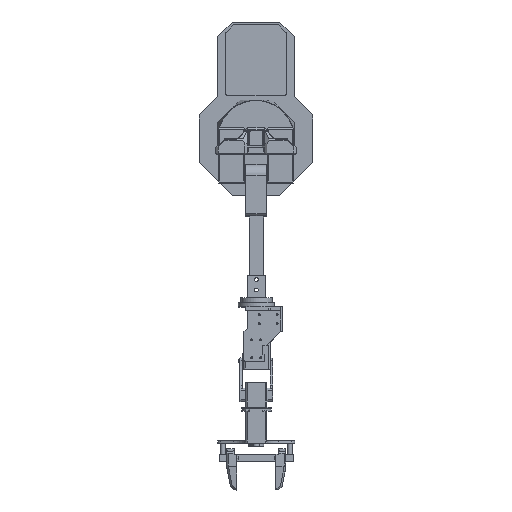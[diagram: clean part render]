
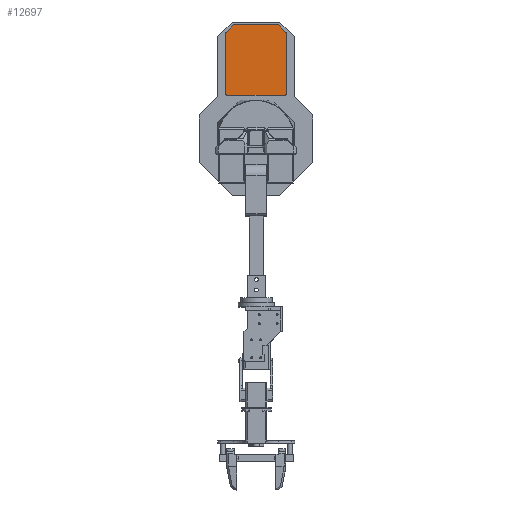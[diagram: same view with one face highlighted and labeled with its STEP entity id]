
A CAD part, top view. The second image highlights one B-rep face of the part: STEP entity #12697.
In plain terms, the highlighted planar face has unit normal (0, 0, 1).
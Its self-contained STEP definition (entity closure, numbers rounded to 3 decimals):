
#335=PLANE('',#13603);
#867=FACE_OUTER_BOUND('',#1646,.T.);
#1646=EDGE_LOOP('',(#8780,#8781,#8782,#8783,#8784,#8785,#8786,#8787,#8788,
#8789,#8790,#8791));
#2512=LINE('',#18684,#3874);
#2516=LINE('',#18696,#3878);
#2520=LINE('',#18708,#3882);
#2524=LINE('',#18720,#3886);
#2528=LINE('',#18732,#3890);
#2531=LINE('',#18741,#3893);
#3874=VECTOR('',#14836,1000.);
#3878=VECTOR('',#14848,1000.);
#3882=VECTOR('',#14860,1000.);
#3886=VECTOR('',#14872,1000.);
#3890=VECTOR('',#14884,1000.);
#3893=VECTOR('',#14895,1000.);
#5233=CIRCLE('',#13581,3.);
#5235=CIRCLE('',#13585,3.);
#5237=CIRCLE('',#13589,3.);
#5239=CIRCLE('',#13593,3.);
#5241=CIRCLE('',#13597,2.5);
#5243=CIRCLE('',#13601,2.5);
#5668=VERTEX_POINT('',#18674);
#5669=VERTEX_POINT('',#18676);
#5671=VERTEX_POINT('',#18682);
#5673=VERTEX_POINT('',#18688);
#5675=VERTEX_POINT('',#18694);
#5677=VERTEX_POINT('',#18700);
#5679=VERTEX_POINT('',#18706);
#5681=VERTEX_POINT('',#18712);
#5683=VERTEX_POINT('',#18718);
#5685=VERTEX_POINT('',#18724);
#5687=VERTEX_POINT('',#18730);
#5689=VERTEX_POINT('',#18736);
#6853=EDGE_CURVE('',#5669,#5668,#5233,.T.);
#6857=EDGE_CURVE('',#5668,#5671,#2512,.T.);
#6860=EDGE_CURVE('',#5671,#5673,#5235,.T.);
#6863=EDGE_CURVE('',#5673,#5675,#2516,.T.);
#6866=EDGE_CURVE('',#5675,#5677,#5237,.T.);
#6869=EDGE_CURVE('',#5677,#5679,#2520,.T.);
#6872=EDGE_CURVE('',#5679,#5681,#5239,.T.);
#6875=EDGE_CURVE('',#5681,#5683,#2524,.T.);
#6878=EDGE_CURVE('',#5683,#5685,#5241,.T.);
#6881=EDGE_CURVE('',#5685,#5687,#2528,.T.);
#6884=EDGE_CURVE('',#5687,#5689,#5243,.T.);
#6886=EDGE_CURVE('',#5689,#5669,#2531,.T.);
#8780=ORIENTED_EDGE('',*,*,#6866,.T.);
#8781=ORIENTED_EDGE('',*,*,#6869,.T.);
#8782=ORIENTED_EDGE('',*,*,#6872,.T.);
#8783=ORIENTED_EDGE('',*,*,#6875,.T.);
#8784=ORIENTED_EDGE('',*,*,#6878,.T.);
#8785=ORIENTED_EDGE('',*,*,#6881,.T.);
#8786=ORIENTED_EDGE('',*,*,#6884,.T.);
#8787=ORIENTED_EDGE('',*,*,#6886,.T.);
#8788=ORIENTED_EDGE('',*,*,#6853,.T.);
#8789=ORIENTED_EDGE('',*,*,#6857,.T.);
#8790=ORIENTED_EDGE('',*,*,#6860,.T.);
#8791=ORIENTED_EDGE('',*,*,#6863,.T.);
#12697=ADVANCED_FACE('',(#867),#335,.T.);
#13581=AXIS2_PLACEMENT_3D('',#18677,#14829,#14830);
#13585=AXIS2_PLACEMENT_3D('',#18690,#14842,#14843);
#13589=AXIS2_PLACEMENT_3D('',#18702,#14854,#14855);
#13593=AXIS2_PLACEMENT_3D('',#18714,#14866,#14867);
#13597=AXIS2_PLACEMENT_3D('',#18726,#14878,#14879);
#13601=AXIS2_PLACEMENT_3D('',#18738,#14890,#14891);
#13603=AXIS2_PLACEMENT_3D('',#18742,#14896,#14897);
#14829=DIRECTION('center_axis',(0.,0.,
1.));
#14830=DIRECTION('ref_axis',(-0.707,0.707,0.));
#14836=DIRECTION('',(0.,-1.,0.));
#14842=DIRECTION('center_axis',(0.,0.,
1.));
#14843=DIRECTION('ref_axis',(-1.,0.,0.));
#14848=DIRECTION('',(1.,0.,0.));
#14854=DIRECTION('center_axis',(0.,0.,
1.));
#14855=DIRECTION('ref_axis',(0.,-1.,0.));
#14860=DIRECTION('',(0.,1.,0.));
#14866=DIRECTION('center_axis',(0.,0.,
1.));
#14867=DIRECTION('ref_axis',(1.,0.,0.));
#14872=DIRECTION('',(-0.707,0.707,0.));
#14878=DIRECTION('center_axis',(0.,0.,
1.));
#14879=DIRECTION('ref_axis',(0.707,0.707,0.));
#14884=DIRECTION('',(-1.,-0.001,0.));
#14890=DIRECTION('center_axis',(0.,0.,
1.));
#14891=DIRECTION('ref_axis',(-0.001,1.,0.));
#14895=DIRECTION('',(-0.707,-0.707,0.));
#14896=DIRECTION('center_axis',(0.,0.,
1.));
#14897=DIRECTION('ref_axis',(1.,0.,0.));
#18674=CARTESIAN_POINT('',(-41.,140.757,37.));
#18676=CARTESIAN_POINT('',(-40.121,142.879,37.));
#18677=CARTESIAN_POINT('Origin',(-38.,140.757,37.));
#18682=CARTESIAN_POINT('',(-41.,61.,37.));
#18684=CARTESIAN_POINT('',(-41.,140.757,37.));
#18688=CARTESIAN_POINT('',(-38.,58.,37.));
#18690=CARTESIAN_POINT('Origin',(-38.,61.,37.));
#18694=CARTESIAN_POINT('',(38.,58.,37.));
#18696=CARTESIAN_POINT('',(-38.,58.,37.));
#18700=CARTESIAN_POINT('',(41.,61.,37.));
#18702=CARTESIAN_POINT('Origin',(38.,61.,37.));
#18706=CARTESIAN_POINT('',(41.,140.757,37.));
#18708=CARTESIAN_POINT('',(41.,61.,37.));
#18712=CARTESIAN_POINT('',(40.121,142.879,37.));
#18714=CARTESIAN_POINT('Origin',(38.,140.757,37.));
#18718=CARTESIAN_POINT('',(29.673,153.327,37.));
#18720=CARTESIAN_POINT('',(40.121,142.879,37.));
#18724=CARTESIAN_POINT('',(27.904,154.059,37.));
#18726=CARTESIAN_POINT('Origin',(27.906,151.559,37.));
#18730=CARTESIAN_POINT('',(-27.943,154.023,37.));
#18732=CARTESIAN_POINT('',(27.904,154.059,37.));
#18736=CARTESIAN_POINT('',(-29.71,153.29,37.));
#18738=CARTESIAN_POINT('Origin',(-27.942,151.523,37.));
#18741=CARTESIAN_POINT('',(-29.71,153.29,37.));
#18742=CARTESIAN_POINT('Origin',(0.,106.029,
37.));
